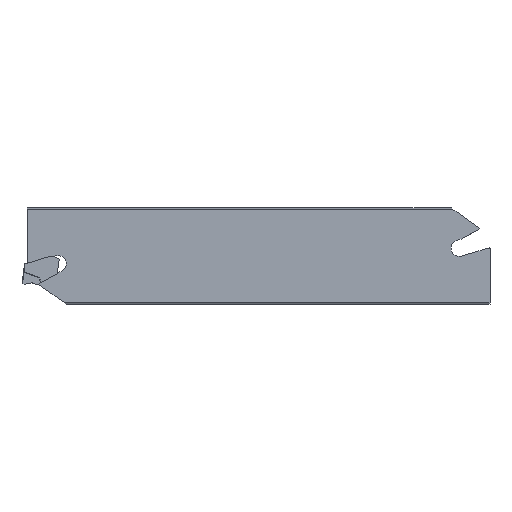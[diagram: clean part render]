
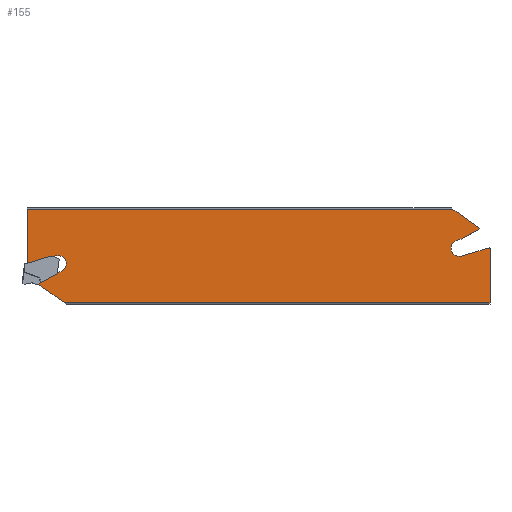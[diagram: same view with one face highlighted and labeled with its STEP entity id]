
A CAD part, top view. The second image highlights one B-rep face of the part: STEP entity #155.
In plain terms, the highlighted planar face has unit normal (0, 0, 1).
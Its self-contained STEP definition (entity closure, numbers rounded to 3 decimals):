
#102=CIRCLE('',#1247,0.22);
#103=CIRCLE('',#1248,2.7);
#104=CIRCLE('',#1249,0.35);
#105=CIRCLE('',#1250,0.22);
#106=CIRCLE('',#1251,2.7);
#107=CIRCLE('',#1252,0.35);
#155=ADVANCED_FACE('',(#251),#196,.T.);
#196=PLANE('',#1253);
#251=FACE_OUTER_BOUND('',#312,.T.);
#312=EDGE_LOOP('',(#556,#557,#558,#559,#560,#561,#562,#563,#564,#565,#566,
#567,#568,#569,#570,#571,#572,#573));
#556=ORIENTED_EDGE('',*,*,#882,.F.);
#557=ORIENTED_EDGE('',*,*,#884,.F.);
#558=ORIENTED_EDGE('',*,*,#885,.T.);
#559=ORIENTED_EDGE('',*,*,#886,.T.);
#560=ORIENTED_EDGE('',*,*,#887,.T.);
#561=ORIENTED_EDGE('',*,*,#888,.T.);
#562=ORIENTED_EDGE('',*,*,#889,.T.);
#563=ORIENTED_EDGE('',*,*,#890,.T.);
#564=ORIENTED_EDGE('',*,*,#891,.T.);
#565=ORIENTED_EDGE('',*,*,#892,.T.);
#566=ORIENTED_EDGE('',*,*,#893,.F.);
#567=ORIENTED_EDGE('',*,*,#894,.T.);
#568=ORIENTED_EDGE('',*,*,#895,.T.);
#569=ORIENTED_EDGE('',*,*,#896,.T.);
#570=ORIENTED_EDGE('',*,*,#897,.T.);
#571=ORIENTED_EDGE('',*,*,#898,.T.);
#572=ORIENTED_EDGE('',*,*,#899,.T.);
#573=ORIENTED_EDGE('',*,*,#900,.T.);
#738=VERTEX_POINT('',#1831);
#739=VERTEX_POINT('',#1833);
#740=VERTEX_POINT('',#1837);
#741=VERTEX_POINT('',#1839);
#742=VERTEX_POINT('',#1841);
#743=VERTEX_POINT('',#1843);
#744=VERTEX_POINT('',#1845);
#745=VERTEX_POINT('',#1847);
#746=VERTEX_POINT('',#1849);
#747=VERTEX_POINT('',#1851);
#748=VERTEX_POINT('',#1853);
#749=VERTEX_POINT('',#1855);
#750=VERTEX_POINT('',#1857);
#751=VERTEX_POINT('',#1859);
#752=VERTEX_POINT('',#1861);
#753=VERTEX_POINT('',#1863);
#754=VERTEX_POINT('',#1865);
#755=VERTEX_POINT('',#1867);
#882=EDGE_CURVE('',#738,#739,#1011,.T.);
#884=EDGE_CURVE('',#740,#738,#1013,.T.);
#885=EDGE_CURVE('',#740,#741,#102,.T.);
#886=EDGE_CURVE('',#741,#742,#1014,.T.);
#887=EDGE_CURVE('',#742,#743,#103,.T.);
#888=EDGE_CURVE('',#743,#744,#1015,.T.);
#889=EDGE_CURVE('',#744,#745,#1016,.T.);
#890=EDGE_CURVE('',#745,#746,#104,.T.);
#891=EDGE_CURVE('',#746,#747,#1017,.T.);
#892=EDGE_CURVE('',#747,#748,#1018,.T.);
#893=EDGE_CURVE('',#749,#748,#1019,.T.);
#894=EDGE_CURVE('',#749,#750,#105,.T.);
#895=EDGE_CURVE('',#750,#751,#1020,.T.);
#896=EDGE_CURVE('',#751,#752,#106,.T.);
#897=EDGE_CURVE('',#752,#753,#1021,.T.);
#898=EDGE_CURVE('',#753,#754,#1022,.T.);
#899=EDGE_CURVE('',#754,#755,#107,.T.);
#900=EDGE_CURVE('',#755,#739,#1023,.T.);
#1011=LINE('',#1832,#1128);
#1013=LINE('',#1836,#1130);
#1014=LINE('',#1840,#1131);
#1015=LINE('',#1844,#1132);
#1016=LINE('',#1846,#1133);
#1017=LINE('',#1850,#1134);
#1018=LINE('',#1852,#1135);
#1019=LINE('',#1854,#1136);
#1020=LINE('',#1858,#1137);
#1021=LINE('',#1862,#1138);
#1022=LINE('',#1864,#1139);
#1023=LINE('',#1868,#1140);
#1128=VECTOR('',#1503,1.);
#1130=VECTOR('',#1507,1.);
#1131=VECTOR('',#1510,1.);
#1132=VECTOR('',#1513,1.);
#1133=VECTOR('',#1514,1.);
#1134=VECTOR('',#1517,1.);
#1135=VECTOR('',#1518,1.);
#1136=VECTOR('',#1519,1.);
#1137=VECTOR('',#1522,1.);
#1138=VECTOR('',#1525,1.);
#1139=VECTOR('',#1526,1.);
#1140=VECTOR('',#1529,1.);
#1247=AXIS2_PLACEMENT_3D('',#1838,#1508,#1509);
#1248=AXIS2_PLACEMENT_3D('',#1842,#1511,#1512);
#1249=AXIS2_PLACEMENT_3D('',#1848,#1515,#1516);
#1250=AXIS2_PLACEMENT_3D('',#1856,#1520,#1521);
#1251=AXIS2_PLACEMENT_3D('',#1860,#1523,#1524);
#1252=AXIS2_PLACEMENT_3D('',#1866,#1527,#1528);
#1253=AXIS2_PLACEMENT_3D('',#1869,#1530,#1531);
#1503=DIRECTION('',(-1.,0.,0.));
#1507=DIRECTION('',(0.,-1.,0.));
#1508=DIRECTION('',(0.,0.,1.));
#1509=DIRECTION('',(0.,1.,0.));
#1510=DIRECTION('',(-0.956,-0.292,0.));
#1511=DIRECTION('',(0.,0.,-1.));
#1512=DIRECTION('',(0.,1.,0.));
#1513=DIRECTION('',(0.97,0.242,0.));
#1514=DIRECTION('',(0.875,0.485,0.));
#1515=DIRECTION('',(0.,0.,1.));
#1516=DIRECTION('',(0.,1.,0.));
#1517=DIRECTION('',(-0.814,0.581,0.));
#1518=DIRECTION('',(-1.,0.,0.));
#1519=DIRECTION('',(0.,1.,0.));
#1520=DIRECTION('',(0.,0.,1.));
#1521=DIRECTION('',(0.,-1.,0.));
#1522=DIRECTION('',(0.956,0.292,0.));
#1523=DIRECTION('',(0.,0.,-1.));
#1524=DIRECTION('',(0.,-1.,0.));
#1525=DIRECTION('',(-0.97,-0.242,0.));
#1526=DIRECTION('',(-0.875,-0.485,0.));
#1527=DIRECTION('',(0.,0.,1.));
#1528=DIRECTION('',(0.,-1.,0.));
#1529=DIRECTION('',(0.814,-0.581,0.));
#1530=DIRECTION('',(0.,0.,1.));
#1531=DIRECTION('',(0.,-1.,0.));
#1831=CARTESIAN_POINT('',(151.7,-6.143,3.65));
#1832=CARTESIAN_POINT('',(150.,-6.143,3.65));
#1833=CARTESIAN_POINT('',(13.716,-6.143,3.65));
#1836=CARTESIAN_POINT('',(151.7,24.143,3.65));
#1837=CARTESIAN_POINT('',(151.7,11.463,3.65));
#1838=CARTESIAN_POINT('',(151.48,11.463,3.65));
#1839=CARTESIAN_POINT('',(151.416,11.673,3.65));
#1840=CARTESIAN_POINT('',(151.416,11.673,3.65));
#1841=CARTESIAN_POINT('',(142.555,8.964,3.65));
#1842=CARTESIAN_POINT('',(141.765,11.546,3.65));
#1843=CARTESIAN_POINT('',(141.112,14.166,3.65));
#1844=CARTESIAN_POINT('',(141.112,14.166,3.65));
#1845=CARTESIAN_POINT('',(142.358,14.477,3.65));
#1846=CARTESIAN_POINT('',(142.358,14.477,3.65));
#1847=CARTESIAN_POINT('',(147.993,17.6,3.65));
#1848=CARTESIAN_POINT('',(147.824,17.906,3.65));
#1849=CARTESIAN_POINT('',(148.027,18.191,3.65));
#1850=CARTESIAN_POINT('',(151.7,15.571,3.65));
#1851=CARTESIAN_POINT('',(139.684,24.143,3.65));
#1852=CARTESIAN_POINT('',(150.,24.143,3.65));
#1853=CARTESIAN_POINT('',(1.7,24.143,3.65));
#1854=CARTESIAN_POINT('',(1.7,-6.143,3.65));
#1855=CARTESIAN_POINT('',(1.7,6.537,3.65));
#1856=CARTESIAN_POINT('',(1.92,6.537,3.65));
#1857=CARTESIAN_POINT('',(1.984,6.327,3.65));
#1858=CARTESIAN_POINT('',(1.984,6.327,3.65));
#1859=CARTESIAN_POINT('',(10.845,9.036,3.65));
#1860=CARTESIAN_POINT('',(11.635,6.454,3.65));
#1861=CARTESIAN_POINT('',(12.288,3.834,3.65));
#1862=CARTESIAN_POINT('',(12.288,3.834,3.65));
#1863=CARTESIAN_POINT('',(11.042,3.523,3.65));
#1864=CARTESIAN_POINT('',(11.042,3.523,3.65));
#1865=CARTESIAN_POINT('',(5.407,0.4,3.65));
#1866=CARTESIAN_POINT('',(5.576,0.094,3.65));
#1867=CARTESIAN_POINT('',(5.373,-0.191,3.65));
#1868=CARTESIAN_POINT('',(1.7,2.429,3.65));
#1869=CARTESIAN_POINT('',(150.,-6.143,3.65));
